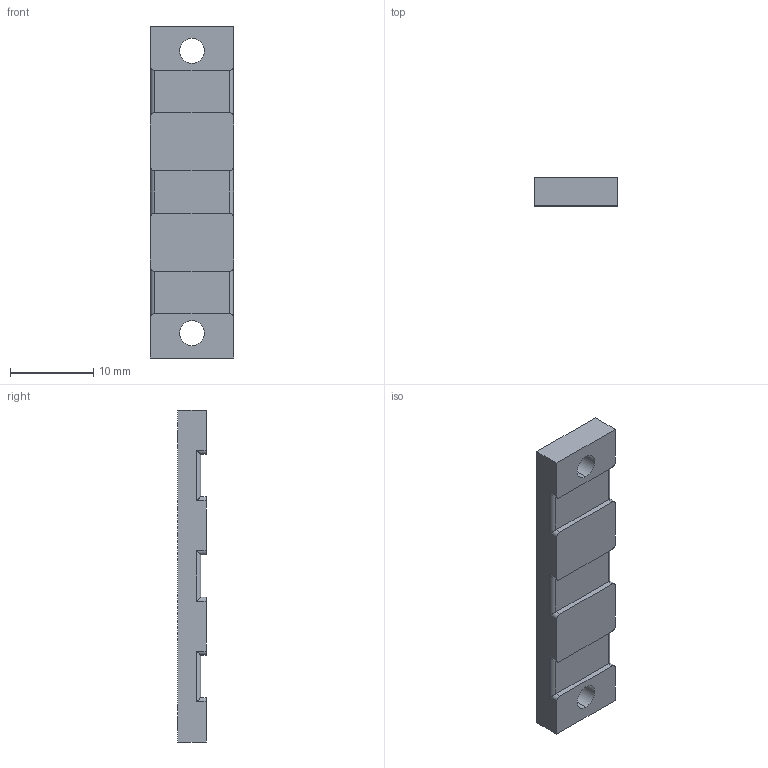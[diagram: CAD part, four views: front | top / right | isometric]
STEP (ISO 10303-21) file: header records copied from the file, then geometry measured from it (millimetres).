
FILE_DESCRIPTION (( 'STEP AP214' ), '1' );
FILE_NAME ('CryoLoomMount - Holder - V4.STEP', '2021-08-07T00:14:57', ( '' ), ( '' ), 'SwSTEP 2.0', 'SolidWorks 2020', '' );
FILE_SCHEMA (( 'AUTOMOTIVE_DESIGN' ));
Length unit declared in the file: millimetre
Products named in the file (1): CryoLoomMount - Holder - V4
Bounding box: 10 x 3.4 x 40 mm (x, y, z)
Volume: 1210.3 mm3; surface area: 1186.5 mm2
Topology: 1 solids, 1 shells, 40 faces, 102 edges, 64 vertices
Faces by surface type: cylinder 22, plane 18
Entity records: 1276 total; most frequent: CARTESIAN_POINT 243, ORIENTED_EDGE 204, DIRECTION 192, EDGE_CURVE 102, LINE 70, VECTOR 70, VERTEX_POINT 64, AXIS2_PLACEMENT_3D 61
